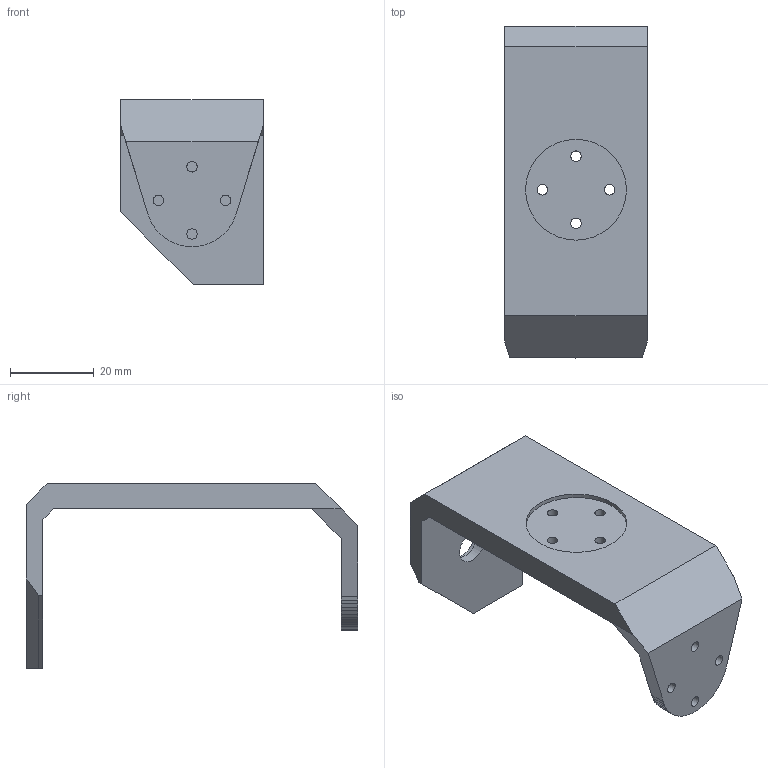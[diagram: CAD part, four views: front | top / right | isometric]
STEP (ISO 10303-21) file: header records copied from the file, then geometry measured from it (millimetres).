
FILE_DESCRIPTION(('FreeCAD Model'),'2;1');
FILE_NAME('bracketPierna.step', '2015-03-09T22:11:07',('FreeCAD'),('FreeCAD'), 'Open CASCADE STEP processor 6.7','FreeCAD','Unknown');
FILE_SCHEMA(('AUTOMOTIVE_DESIGN_CC2 { 1 2 10303 214 -1 1 5 4 }'));
Length unit declared in the file: millimetre
Products named in the file (1): bracketPierna
Bounding box: 34 x 79 x 44 mm (x, y, z)
Volume: 21267.8 mm3; surface area: 10503.9 mm2
Topology: 1 solids, 1 shells, 60 faces, 166 edges, 110 vertices
Faces by surface type: plane 49, cylinder 11
Full cylindrical faces by diameter (mm): 2.5 x8, 8.5 x1, 10.5 x1, 24 x1
Entity records: 4097 total; most frequent: CARTESIAN_POINT 737, DIRECTION 604, LINE 422, VECTOR 422, ORIENTED_EDGE 332, PCURVE 332, DEFINITIONAL_REPRESENTATION 332, EDGE_CURVE 166
